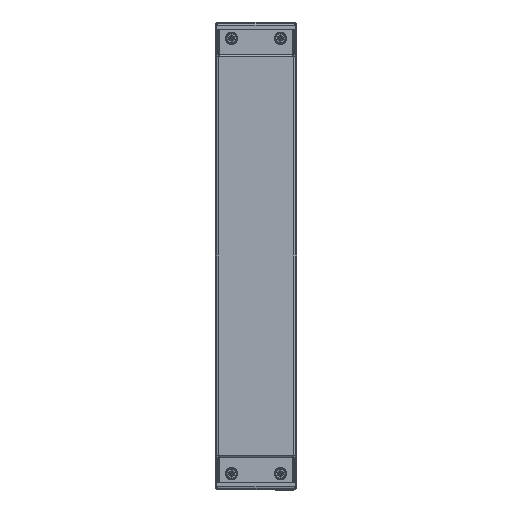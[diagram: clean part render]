
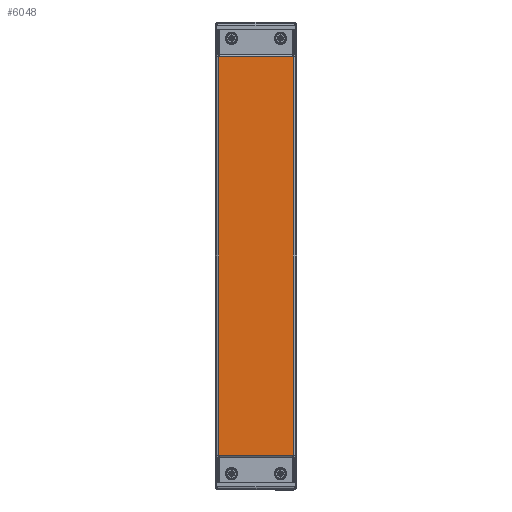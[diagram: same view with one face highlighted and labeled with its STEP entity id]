
A CAD part, left-side view. The second image highlights one B-rep face of the part: STEP entity #6048.
In plain terms, the highlighted face is planar.
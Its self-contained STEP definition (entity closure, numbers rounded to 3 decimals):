
#108 = CARTESIAN_POINT ( 'NONE',  ( -245., -50., 0. ) ) ;
#252 = LINE ( 'NONE', #6338, #1468 ) ;
#415 = CARTESIAN_POINT ( 'NONE',  ( 245., 50., 0. ) ) ;
#702 = VERTEX_POINT ( 'NONE', #3110 ) ;
#706 = ORIENTED_EDGE ( 'NONE', *, *, #1667, .F. ) ;
#912 = EDGE_CURVE ( 'NONE', #1038, #5220, #7192, .T. ) ;
#1038 = VERTEX_POINT ( 'NONE', #2662 ) ;
#1468 = VECTOR ( 'NONE', #2708, 1000. ) ;
#1490 = DIRECTION ( 'NONE',  ( 0., -1., 0. ) ) ;
#1557 = DIRECTION ( 'NONE',  ( 0., 1., 0. ) ) ;
#1575 = LINE ( 'NONE', #7990, #7092 ) ;
#1667 = EDGE_CURVE ( 'NONE', #702, #1038, #1948, .T. ) ;
#1948 = LINE ( 'NONE', #415, #6689 ) ;
#2147 = EDGE_CURVE ( 'NONE', #2895, #9065, #5555, .T. ) ;
#2248 = ORIENTED_EDGE ( 'NONE', *, *, #8969, .T. ) ;
#2310 = CARTESIAN_POINT ( 'NONE',  ( 278.5, 50., 0. ) ) ;
#2479 = ORIENTED_EDGE ( 'NONE', *, *, #3242, .T. ) ;
#2641 = LINE ( 'NONE', #7310, #6453 ) ;
#2662 = CARTESIAN_POINT ( 'NONE',  ( 245., -45.241, 0. ) ) ;
#2708 = DIRECTION ( 'NONE',  ( 1., 0., 0. ) ) ;
#2895 = VERTEX_POINT ( 'NONE', #4224 ) ;
#2903 = FACE_OUTER_BOUND ( 'NONE', #7366, .T. ) ;
#3037 = DIRECTION ( 'NONE',  ( -1., 0., 0. ) ) ;
#3110 = CARTESIAN_POINT ( 'NONE',  ( 245., 45.241, 0. ) ) ;
#3242 = EDGE_CURVE ( 'NONE', #6855, #5220, #252, .T. ) ;
#3373 = ORIENTED_EDGE ( 'NONE', *, *, #5162, .F. ) ;
#3427 = EDGE_CURVE ( 'NONE', #8959, #9065, #1575, .T. ) ;
#3443 = ORIENTED_EDGE ( 'NONE', *, *, #3427, .F. ) ;
#3654 = ORIENTED_EDGE ( 'NONE', *, *, #3985, .F. ) ;
#3949 = CARTESIAN_POINT ( 'NONE',  ( 245., -50., 0. ) ) ;
#3985 = EDGE_CURVE ( 'NONE', #6855, #7919, #6513, .T. ) ;
#4131 = AXIS2_PLACEMENT_3D ( 'NONE', #2310, #5116, #3037 ) ;
#4224 = CARTESIAN_POINT ( 'NONE',  ( 245., 46., 0. ) ) ;
#4391 = ORIENTED_EDGE ( 'NONE', *, *, #2147, .T. ) ;
#4541 = VECTOR ( 'NONE', #6123, 1000. ) ;
#5116 = DIRECTION ( 'NONE',  ( 0., 0., -1. ) ) ;
#5162 = EDGE_CURVE ( 'NONE', #2895, #702, #8169, .T. ) ;
#5172 = VECTOR ( 'NONE', #8775, 1000. ) ;
#5220 = VERTEX_POINT ( 'NONE', #9027 ) ;
#5228 = CARTESIAN_POINT ( 'NONE',  ( -245., -45.241, 0. ) ) ;
#5555 = LINE ( 'NONE', #9008, #4541 ) ;
#5572 = VECTOR ( 'NONE', #1490, 1000. ) ;
#6048 = ADVANCED_FACE ( 'NONE', ( #2903 ), #6623, .F. ) ;
#6123 = DIRECTION ( 'NONE',  ( -1., 0., 0. ) ) ;
#6150 = DIRECTION ( 'NONE',  ( 0., -1., 0. ) ) ;
#6338 = CARTESIAN_POINT ( 'NONE',  ( -278.5, -46., 0. ) ) ;
#6453 = VECTOR ( 'NONE', #8679, 1000. ) ;
#6513 = LINE ( 'NONE', #108, #5172 ) ;
#6528 = VECTOR ( 'NONE', #9003, 1000. ) ;
#6552 = CARTESIAN_POINT ( 'NONE',  ( 245., 50., 0. ) ) ;
#6623 = PLANE ( 'NONE',  #4131 ) ;
#6689 = VECTOR ( 'NONE', #6150, 1000. ) ;
#6855 = VERTEX_POINT ( 'NONE', #8222 ) ;
#7092 = VECTOR ( 'NONE', #1557, 1000. ) ;
#7192 = LINE ( 'NONE', #3949, #6528 ) ;
#7310 = CARTESIAN_POINT ( 'NONE',  ( -245., 50., 0. ) ) ;
#7366 = EDGE_LOOP ( 'NONE', ( #706, #3373, #4391, #3443, #2248, #3654, #2479, #8715 ) ) ;
#7439 = CARTESIAN_POINT ( 'NONE',  ( -245., 46., 0. ) ) ;
#7919 = VERTEX_POINT ( 'NONE', #5228 ) ;
#7990 = CARTESIAN_POINT ( 'NONE',  ( -245., 50., 0. ) ) ;
#8041 = CARTESIAN_POINT ( 'NONE',  ( -245., 45.241, 0. ) ) ;
#8169 = LINE ( 'NONE', #6552, #5572 ) ;
#8222 = CARTESIAN_POINT ( 'NONE',  ( -245., -46., 0. ) ) ;
#8679 = DIRECTION ( 'NONE',  ( 0., -1., 0. ) ) ;
#8715 = ORIENTED_EDGE ( 'NONE', *, *, #912, .F. ) ;
#8775 = DIRECTION ( 'NONE',  ( 0., 1., 0. ) ) ;
#8959 = VERTEX_POINT ( 'NONE', #8041 ) ;
#8969 = EDGE_CURVE ( 'NONE', #8959, #7919, #2641, .T. ) ;
#9003 = DIRECTION ( 'NONE',  ( 0., -1., 0. ) ) ;
#9008 = CARTESIAN_POINT ( 'NONE',  ( 278.5, 46., 0. ) ) ;
#9027 = CARTESIAN_POINT ( 'NONE',  ( 245., -46., 0. ) ) ;
#9065 = VERTEX_POINT ( 'NONE', #7439 ) ;
